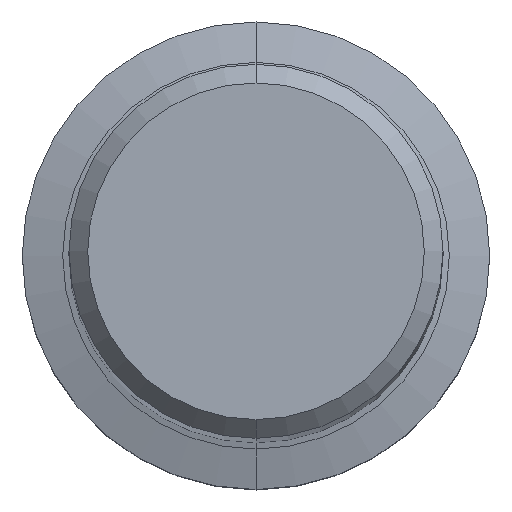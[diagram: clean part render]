
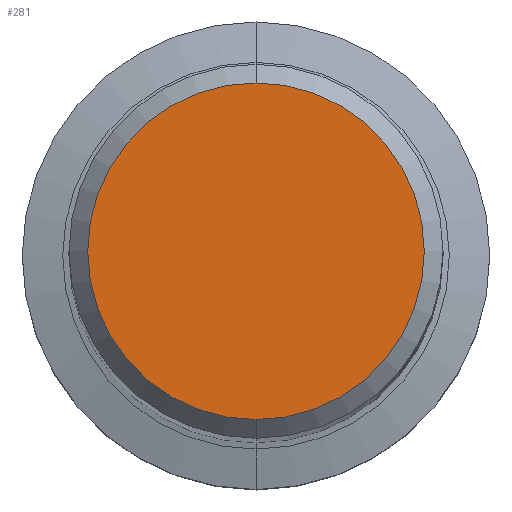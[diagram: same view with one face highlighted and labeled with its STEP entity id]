
A CAD part, top view. The second image highlights one B-rep face of the part: STEP entity #281.
In plain terms, the highlighted planar face has unit normal (0, 0, 1).
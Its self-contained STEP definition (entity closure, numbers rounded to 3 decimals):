
#215=EDGE_CURVE('',#411,#229,#572,.T.);
#229=VERTEX_POINT('',#588);
#281=ADVANCED_FACE('',(#648),#649,.T.);
#341=EDGE_CURVE('',#229,#411,#715,.T.);
#411=VERTEX_POINT('',#792);
#572=CIRCLE('',#985,7.2);
#588=CARTESIAN_POINT('',(0.,-7.2,0.0));
#648=FACE_OUTER_BOUND('',#1098,.T.);
#649=PLANE('',#1099);
#715=CIRCLE('',#1247,7.2);
#792=CARTESIAN_POINT('',(0.0,7.2,0.0));
#985=AXIS2_PLACEMENT_3D('',#1730,#1731,#1732);
#1098=EDGE_LOOP('',(#1848,#1849));
#1099=AXIS2_PLACEMENT_3D('',#1850,#1851,#1852);
#1247=AXIS2_PLACEMENT_3D('',#1920,#1921,#1922);
#1730=CARTESIAN_POINT('',(0.0,0.0,0.0));
#1731=DIRECTION('',(0.0,0.0,-1.0));
#1732=DIRECTION('',(0.0,1.0,0.0));
#1848=ORIENTED_EDGE('',*,*,#215,.F.);
#1849=ORIENTED_EDGE('',*,*,#341,.F.);
#1850=CARTESIAN_POINT('',(0.0,3.6,0.0));
#1851=DIRECTION('',(-0.0,0.0,1.0));
#1852=DIRECTION('',(0.0,-1.0,0.0));
#1920=CARTESIAN_POINT('',(0.0,0.0,0.0));
#1921=DIRECTION('',(0.0,0.0,-1.0));
#1922=DIRECTION('',(0.0,1.0,0.0));
